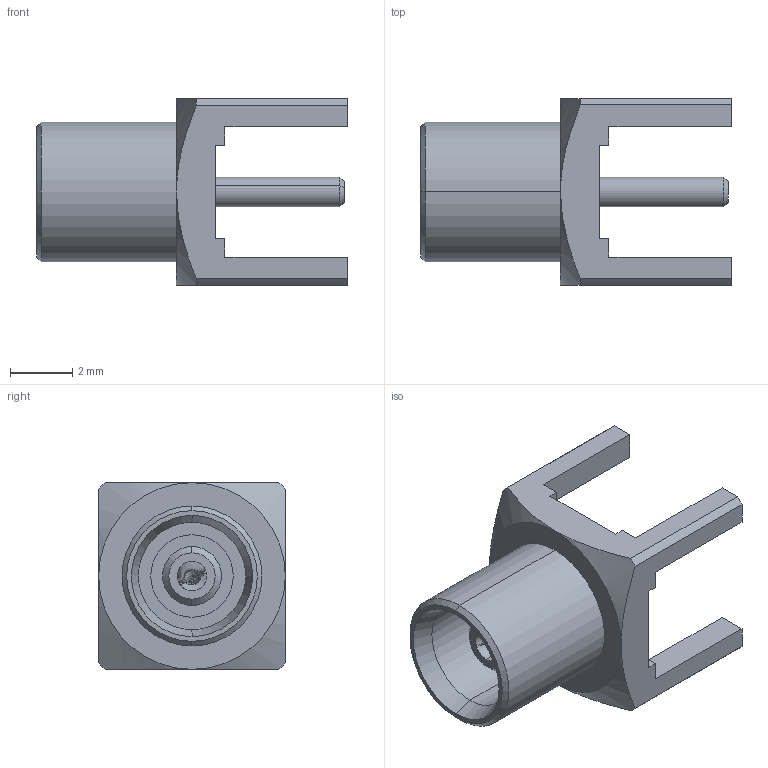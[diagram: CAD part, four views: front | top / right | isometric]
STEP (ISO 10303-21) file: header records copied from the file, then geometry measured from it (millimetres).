
FILE_DESCRIPTION (( 'STEP AP214' ), '1' );
FILE_NAME ('FMCN5178_3D.step', '2024-07-31T17:10:43', ( '' ), ( '' ), 'SwSTEP 2.0', 'SolidWorks 2022', '' );
FILE_SCHEMA (( 'AUTOMOTIVE_DESIGN' ));
Length unit declared in the file: inch
Products named in the file (4): Copy of 3.igs^FMCN5178; Copy of 2.igs^FMCN5178; FMCN5178_3D; Copy of 1.igs^FMCN5178
Assembly tree (3 placements, depth 2):
  FMCN5178_3D
    Copy of 1.igs^FMCN5178
    Copy of 2.igs^FMCN5178
    Copy of 3.igs^FMCN5178
Bounding box: 10 x 6 x 6 mm (x, y, z)
Volume: 97.3 mm3; surface area: 355.6 mm2
Topology: 3 solids, 3 shells, 101 faces, 246 edges, 155 vertices
Faces by surface type: plane 43, cylinder 32, cone 22, bspline 4
Entity records: 5333 total; most frequent: CARTESIAN_POINT 1814, ORIENTED_EDGE 488, DIRECTION 488, EDGE_CURVE 244, AXIS2_PLACEMENT_3D 179, VERTEX_POINT 155, VECTOR 130, LINE 130
